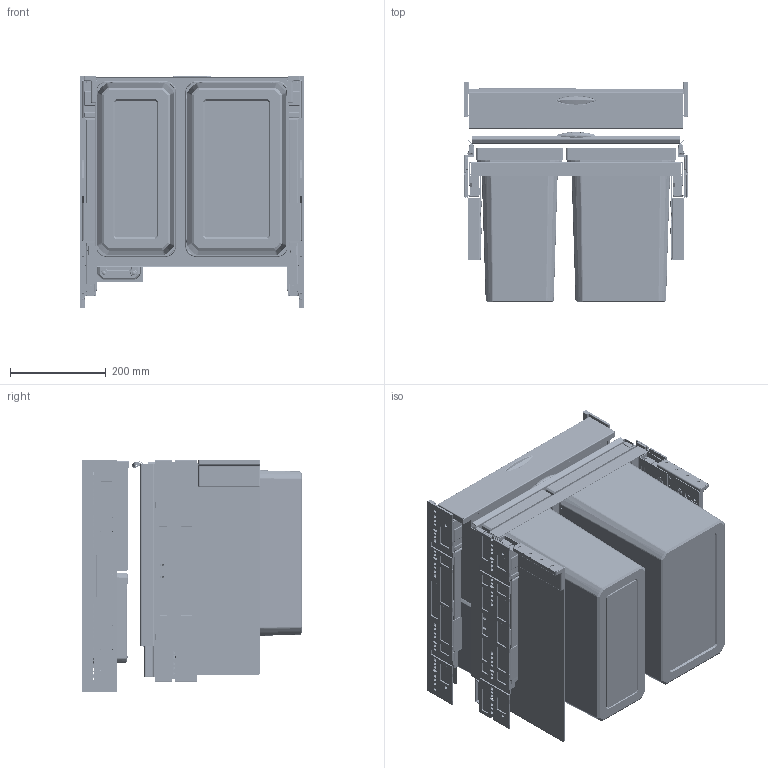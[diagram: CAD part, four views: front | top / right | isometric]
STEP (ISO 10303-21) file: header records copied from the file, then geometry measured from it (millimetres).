
FILE_DESCRIPTION(('STEP AP214'),'1');
FILE_NAME('8013370_V Cox Base 360 S_500-2 mit Base-Board.STP','2024-08-16T07:45:02',(' '),(' '),'Spatial InterOp 3D',' ',' ');
FILE_SCHEMA(('AUTOMOTIVE_DESIGN { 1 0 10303 214 1 1 1 1 }'));
Length unit declared in the file: millimetre
Products named in the file (1): 3D-Objekt
Bounding box: 468 x 460.51 x 487.05 mm (x, y, z)
Volume: 5459448.2 mm3; surface area: 4832300.2 mm2
Topology: 54 solids, 56 shells, 7893 faces, 20324 edges, 12640 vertices
Faces by surface type: plane 3374, cylinder 2480, torus 988, cone 686, bspline 231, sphere 134
Entity records: 351771 total; most frequent: CARTESIAN_POINT 53371, DIRECTION 42526, ORIENTED_EDGE 40488, EDGE_CURVE 20244, STYLED_ITEM 19161, PRESENTATION_STYLE_ASSIGNMENT 19161, COLOUR_RGB 19161, CURVE_STYLE 17267
